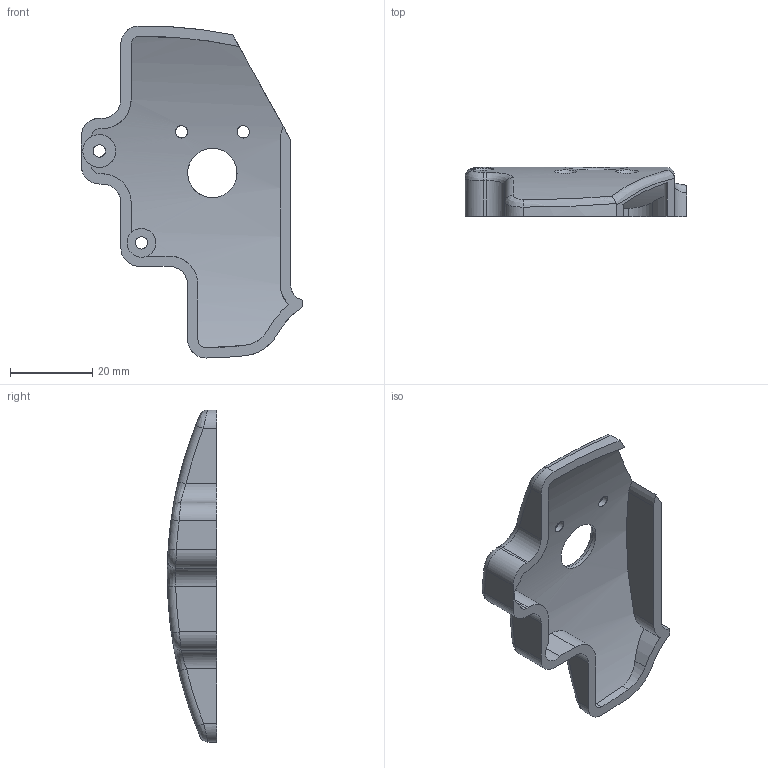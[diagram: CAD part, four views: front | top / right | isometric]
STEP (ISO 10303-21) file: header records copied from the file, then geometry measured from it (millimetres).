
FILE_DESCRIPTION(/* description */ (''),/* implementation_level */ '2;1');
FILE_NAME(/* name */ 'Bottom cover.stp',/* time_stamp */ '2020-08-20T18:30:33+01:00',/* author */ ('ferrerx'),/* organization */ (''),/* preprocessor_version */ 'ST-DEVELOPER v18',/* originating_system */ 'Autodesk Inventor 2020',/* authorisation */ '');
FILE_SCHEMA (('AUTOMOTIVE_DESIGN { 1 0 10303 214 3 1 1 }'));
Length unit declared in the file: millimetre
Products named in the file (1): Bottom cover
Bounding box: 53.9 x 12.01 x 80.74 mm (x, y, z)
Volume: 9701.4 mm3; surface area: 8638.2 mm2
Topology: 1 solids, 1 shells, 86 faces, 234 edges, 149 vertices
Faces by surface type: cylinder 40, plane 21, bspline 20, torus 5
Full cylindrical faces by diameter (mm): 3 x4, 12 x1
Entity records: 7754 total; most frequent: CARTESIAN_POINT 5683, ORIENTED_EDGE 468, DIRECTION 368, EDGE_CURVE 234, VERTEX_POINT 149, AXIS2_PLACEMENT_3D 141, EDGE_LOOP 95, FACE_OUTER_BOUND 86
